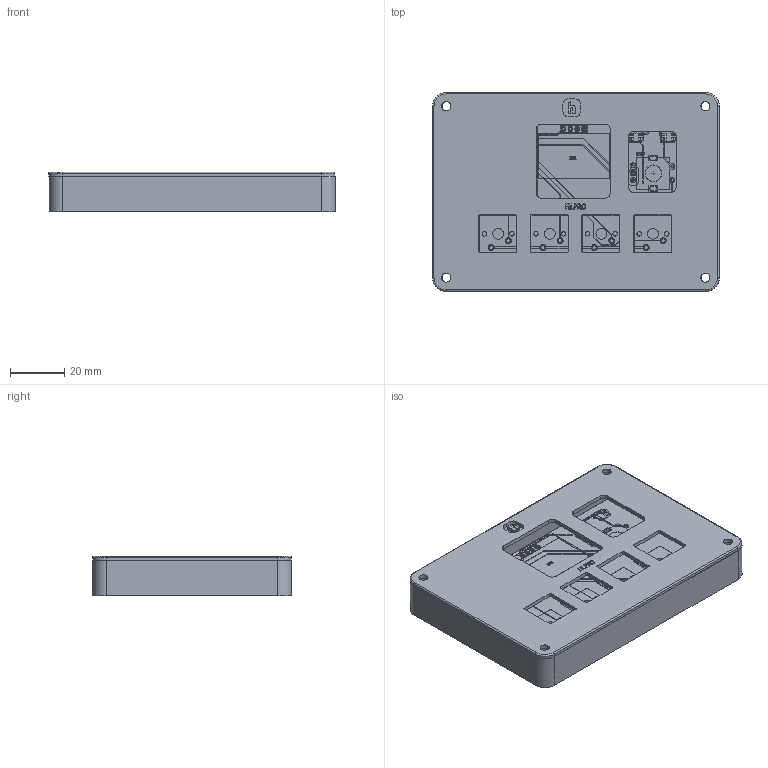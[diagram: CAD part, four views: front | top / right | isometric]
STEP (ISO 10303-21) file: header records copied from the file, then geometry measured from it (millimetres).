
FILE_DESCRIPTION(/* description */ (''),/* implementation_level */ '2;1');
FILE_NAME(/* name */ 'HACKPAD - VF.step',/* time_stamp */ '2025-12-29T04:33:27+01:00',/* author */ (''),/* organization */ (''),/* preprocessor_version */ 'ST-DEVELOPER v20.1',/* originating_system */ 'Autodesk Translation Framework v14.21.0.0',/* authorisation */ '');
FILE_SCHEMA (('AUTOMOTIVE_DESIGN { 1 0 10303 214 3 1 1 }','AP242_MANAGED_MODEL_BASED_3D_ENGINEERING_MIM_LF { 1 0 10303 442 3 1 4 }'));
Length unit declared in the file: millimetre
Products named in the file (11): 2025-12-29-04-23-43-516; 2025-12-25-17-24-38-502; 2025-12-29-03-03-42-799; 2025-12-29-03-03-42-800; 2025-12-29-03-03-42-801; 2025-12-29-03-03-42-802; 2025-12-29-03-03-42-803; 2025-12-29-03-03-42-804; 2025-12-29-03-03-42-805; 2025-12-29-03-03-42-806; 2025-12-29-03-01-44-435
Assembly tree (10 placements, depth 3):
  2025-12-29-04-23-43-516
    2025-12-25-17-24-38-502
    2025-12-29-03-03-42-799
      2025-12-29-03-03-42-800
      2025-12-29-03-03-42-801
      2025-12-29-03-03-42-802
      2025-12-29-03-03-42-803
      2025-12-29-03-03-42-804
      2025-12-29-03-03-42-805
      2025-12-29-03-03-42-806
    2025-12-29-03-01-44-435
Bounding box: 105.92 x 73.34 x 14.63 mm (x, y, z)
Volume: 66745.7 mm3; surface area: 55921.2 mm2
Topology: 152 solids, 215 shells, 1516 faces, 4676 edges, 3542 vertices
Faces by surface type: plane 1001, cylinder 462, bspline 49, torus 4
Full cylindrical faces by diameter (mm): 0.05 x2, 0.1 x2, 0.173 x1, 0.839 x42, 0.889 x28, 0.95 x27, 1 x18, 1.45 x24, 1.5 x16, 1.524 x28, 1.7 x8, 2 x8, 2.2 x16, 3.4 x8, 4 x4, 6 x4
Entity records: 54437 total; most frequent: CARTESIAN_POINT 10528, DIRECTION 8889, ORIENTED_EDGE 8070, EDGE_CURVE 4676, VERTEX_POINT 3542, LINE 3243, VECTOR 3243, AXIS2_PLACEMENT_3D 2823
